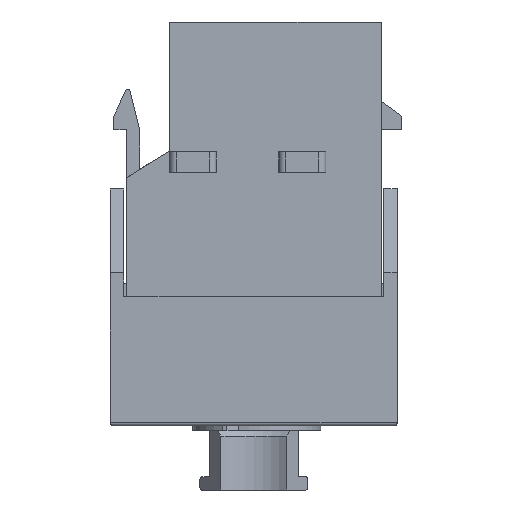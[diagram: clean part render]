
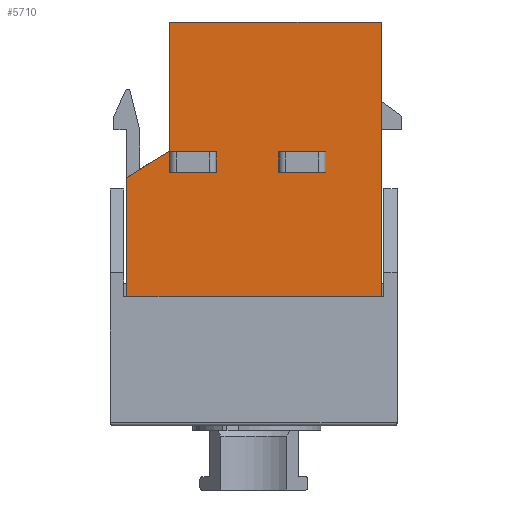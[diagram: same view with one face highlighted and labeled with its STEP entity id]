
A CAD part, left-side view. The second image highlights one B-rep face of the part: STEP entity #5710.
In plain terms, the highlighted face is planar.
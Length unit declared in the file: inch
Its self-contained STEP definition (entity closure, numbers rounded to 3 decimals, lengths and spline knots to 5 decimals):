
#89 = VERTEX_POINT ( 'NONE', #6381 ) ;
#158 = LINE ( 'NONE', #5586, #18363 ) ;
#184 = LINE ( 'NONE', #11589, #7825 ) ;
#342 = CARTESIAN_POINT ( 'NONE',  ( 0.285, 0.314, 0.385 ) ) ;
#472 = VECTOR ( 'NONE', #10740, 39.37008 ) ;
#838 = VECTOR ( 'NONE', #11961, 39.37008 ) ;
#920 = EDGE_CURVE ( 'NONE', #13960, #15613, #17386, .T. ) ;
#1280 = LINE ( 'NONE', #9148, #838 ) ;
#1748 = DIRECTION ( 'NONE',  ( 0., 1., 0. ) ) ;
#2111 = EDGE_CURVE ( 'NONE', #8114, #5694, #7691, .T. ) ;
#2397 = LINE ( 'NONE', #342, #16761 ) ;
#2450 = CARTESIAN_POINT ( 'NONE',  ( 0.285, 0.442, 0.462 ) ) ;
#2669 = CARTESIAN_POINT ( 'NONE',  ( 0.285, -0.149, 0.385 ) ) ;
#2673 = ORIENTED_EDGE ( 'NONE', *, *, #15758, .F. ) ;
#2685 = EDGE_CURVE ( 'NONE', #4215, #6927, #10822, .T. ) ;
#2708 = DIRECTION ( 'NONE',  ( 0., 0., 1. ) ) ;
#2759 = DIRECTION ( 'NONE',  ( 0., 0., -1. ) ) ;
#3153 = ORIENTED_EDGE ( 'NONE', *, *, #12014, .T. ) ;
#4215 = VERTEX_POINT ( 'NONE', #2669 ) ;
#4431 = DIRECTION ( 'NONE',  ( 0., 0., 1. ) ) ;
#4724 = VECTOR ( 'NONE', #8725, 39.37008 ) ;
#5211 = DIRECTION ( 'NONE',  ( 0., -1., 0. ) ) ;
#5329 = PLANE ( 'NONE',  #8103 ) ;
#5586 = CARTESIAN_POINT ( 'NONE',  ( 0.285, -0.01, 0.385 ) ) ;
#5660 = CARTESIAN_POINT ( 'NONE',  ( 0.285, -0.01, 0.385 ) ) ;
#5664 = ORIENTED_EDGE ( 'NONE', *, *, #11120, .F. ) ;
#5694 = VERTEX_POINT ( 'NONE', #2450 ) ;
#5698 = VECTOR ( 'NONE', #14416, 39.37008 ) ;
#5710 = ADVANCED_FACE ( 'NONE', ( #13520, #5905, #9288 ), #5329, .F. ) ;
#5735 = VERTEX_POINT ( 'NONE', #9662 ) ;
#5775 = CARTESIAN_POINT ( 'NONE',  ( 0.285, 0.442, 0.722 ) ) ;
#5846 = EDGE_CURVE ( 'NONE', #89, #12346, #8564, .T. ) ;
#5853 = VERTEX_POINT ( 'NONE', #17320 ) ;
#5905 = FACE_OUTER_BOUND ( 'NONE', #9442, .T. ) ;
#6257 = CARTESIAN_POINT ( 'NONE',  ( 0.285, 0.314, 0. ) ) ;
#6381 = CARTESIAN_POINT ( 'NONE',  ( 0.285, 0.175, 0.445 ) ) ;
#6391 = ORIENTED_EDGE ( 'NONE', *, *, #9604, .F. ) ;
#6646 = VECTOR ( 'NONE', #8171, 39.37008 ) ;
#6714 = CARTESIAN_POINT ( 'NONE',  ( 0.285, -0.149, 0.385 ) ) ;
#6729 = CARTESIAN_POINT ( 'NONE',  ( 0.285, -0.01, 0.445 ) ) ;
#6842 = CARTESIAN_POINT ( 'NONE',  ( 0.285, 0.314, 0.382 ) ) ;
#6927 = VERTEX_POINT ( 'NONE', #5660 ) ;
#7104 = ORIENTED_EDGE ( 'NONE', *, *, #16039, .F. ) ;
#7219 = CARTESIAN_POINT ( 'NONE',  ( 0.285, -0.314, 0. ) ) ;
#7388 = EDGE_CURVE ( 'NONE', #14915, #4215, #14259, .T. ) ;
#7589 = CARTESIAN_POINT ( 'NONE',  ( 0.285, -0.01, 0.385 ) ) ;
#7691 = LINE ( 'NONE', #8917, #14843 ) ;
#7825 = VECTOR ( 'NONE', #4431, 39.37008 ) ;
#7972 = VECTOR ( 'NONE', #17946, 39.37008 ) ;
#8089 = EDGE_LOOP ( 'NONE', ( #13534, #10558, #6391, #16772 ) ) ;
#8103 = AXIS2_PLACEMENT_3D ( 'NONE', #6842, #16877, #8294 ) ;
#8114 = VERTEX_POINT ( 'NONE', #11823 ) ;
#8171 = DIRECTION ( 'NONE',  ( 0., 0., -1. ) ) ;
#8294 = DIRECTION ( 'NONE',  ( 0., -1., 0. ) ) ;
#8494 = CARTESIAN_POINT ( 'NONE',  ( 0.285, 0.314, 0.382 ) ) ;
#8564 = LINE ( 'NONE', #14396, #4724 ) ;
#8596 = CARTESIAN_POINT ( 'NONE',  ( 0.285, -0.314, 0.868 ) ) ;
#8725 = DIRECTION ( 'NONE',  ( 0., 0., -1. ) ) ;
#8917 = CARTESIAN_POINT ( 'NONE',  ( 0.285, 0.314, 0.382 ) ) ;
#9148 = CARTESIAN_POINT ( 'NONE',  ( 0.285, -0.01, 0.445 ) ) ;
#9258 = ORIENTED_EDGE ( 'NONE', *, *, #920, .T. ) ;
#9288 = FACE_BOUND ( 'NONE', #14059, .T. ) ;
#9297 = CARTESIAN_POINT ( 'NONE',  ( 0.285, 0.442, 0.868 ) ) ;
#9324 = CARTESIAN_POINT ( 'NONE',  ( 0.285, -0.314, 0.382 ) ) ;
#9442 = EDGE_LOOP ( 'NONE', ( #9258, #7104, #17476, #3153, #2673, #16405 ) ) ;
#9604 = EDGE_CURVE ( 'NONE', #16201, #89, #13188, .T. ) ;
#9662 = CARTESIAN_POINT ( 'NONE',  ( 0.285, 0.314, 0.385 ) ) ;
#9742 = VECTOR ( 'NONE', #13244, 39.37008 ) ;
#10376 = EDGE_CURVE ( 'NONE', #5735, #16201, #184, .T. ) ;
#10485 = CARTESIAN_POINT ( 'NONE',  ( 0.285, 0.314, 0. ) ) ;
#10558 = ORIENTED_EDGE ( 'NONE', *, *, #5846, .F. ) ;
#10740 = DIRECTION ( 'NONE',  ( 0., 1., 0. ) ) ;
#10766 = CARTESIAN_POINT ( 'NONE',  ( 0.285, 0.175, 0.385 ) ) ;
#10822 = LINE ( 'NONE', #7589, #18033 ) ;
#10896 = VERTEX_POINT ( 'NONE', #8596 ) ;
#11120 = EDGE_CURVE ( 'NONE', #11807, #14915, #1280, .T. ) ;
#11589 = CARTESIAN_POINT ( 'NONE',  ( 0.285, 0.314, 0.385 ) ) ;
#11718 = DIRECTION ( 'NONE',  ( 0., 0.848, 0.53 ) ) ;
#11723 = CARTESIAN_POINT ( 'NONE',  ( 0.285, 0.314, 0.445 ) ) ;
#11762 = DIRECTION ( 'NONE',  ( 0., 1., 0. ) ) ;
#11807 = VERTEX_POINT ( 'NONE', #6729 ) ;
#11823 = CARTESIAN_POINT ( 'NONE',  ( 0.285, 0.314, 0.382 ) ) ;
#11882 = VECTOR ( 'NONE', #2759, 39.37008 ) ;
#11961 = DIRECTION ( 'NONE',  ( 0., -1., 0. ) ) ;
#12014 = EDGE_CURVE ( 'NONE', #5694, #5853, #17156, .T. ) ;
#12346 = VERTEX_POINT ( 'NONE', #10766 ) ;
#12821 = ORIENTED_EDGE ( 'NONE', *, *, #2685, .F. ) ;
#13188 = LINE ( 'NONE', #15236, #16600 ) ;
#13244 = DIRECTION ( 'NONE',  ( 0., 1., 0. ) ) ;
#13520 = FACE_BOUND ( 'NONE', #8089, .T. ) ;
#13534 = ORIENTED_EDGE ( 'NONE', *, *, #17885, .F. ) ;
#13758 = CARTESIAN_POINT ( 'NONE',  ( 0.285, -0.149, 0.445 ) ) ;
#13767 = LINE ( 'NONE', #9324, #7972 ) ;
#13871 = EDGE_CURVE ( 'NONE', #6927, #11807, #158, .T. ) ;
#13960 = VERTEX_POINT ( 'NONE', #7219 ) ;
#14059 = EDGE_LOOP ( 'NONE', ( #12821, #16968, #5664, #16018 ) ) ;
#14259 = LINE ( 'NONE', #6714, #6646 ) ;
#14396 = CARTESIAN_POINT ( 'NONE',  ( 0.285, 0.175, 0.385 ) ) ;
#14416 = DIRECTION ( 'NONE',  ( 0., 0., 1. ) ) ;
#14843 = VECTOR ( 'NONE', #11718, 39.37008 ) ;
#14915 = VERTEX_POINT ( 'NONE', #13758 ) ;
#15236 = CARTESIAN_POINT ( 'NONE',  ( 0.285, 0.314, 0.445 ) ) ;
#15613 = VERTEX_POINT ( 'NONE', #10485 ) ;
#15707 = LINE ( 'NONE', #8494, #11882 ) ;
#15721 = LINE ( 'NONE', #9297, #472 ) ;
#15758 = EDGE_CURVE ( 'NONE', #10896, #5853, #15721, .T. ) ;
#16018 = ORIENTED_EDGE ( 'NONE', *, *, #13871, .F. ) ;
#16039 = EDGE_CURVE ( 'NONE', #8114, #15613, #15707, .T. ) ;
#16201 = VERTEX_POINT ( 'NONE', #11723 ) ;
#16405 = ORIENTED_EDGE ( 'NONE', *, *, #18562, .T. ) ;
#16600 = VECTOR ( 'NONE', #5211, 39.37008 ) ;
#16761 = VECTOR ( 'NONE', #1748, 39.37008 ) ;
#16772 = ORIENTED_EDGE ( 'NONE', *, *, #10376, .F. ) ;
#16877 = DIRECTION ( 'NONE',  ( -1., 0., 0. ) ) ;
#16968 = ORIENTED_EDGE ( 'NONE', *, *, #7388, .F. ) ;
#17156 = LINE ( 'NONE', #5775, #5698 ) ;
#17320 = CARTESIAN_POINT ( 'NONE',  ( 0.285, 0.442, 0.868 ) ) ;
#17386 = LINE ( 'NONE', #6257, #9742 ) ;
#17476 = ORIENTED_EDGE ( 'NONE', *, *, #2111, .T. ) ;
#17885 = EDGE_CURVE ( 'NONE', #12346, #5735, #2397, .T. ) ;
#17946 = DIRECTION ( 'NONE',  ( 0., 0., -1. ) ) ;
#18033 = VECTOR ( 'NONE', #11762, 39.37008 ) ;
#18363 = VECTOR ( 'NONE', #2708, 39.37008 ) ;
#18562 = EDGE_CURVE ( 'NONE', #10896, #13960, #13767, .T. ) ;
